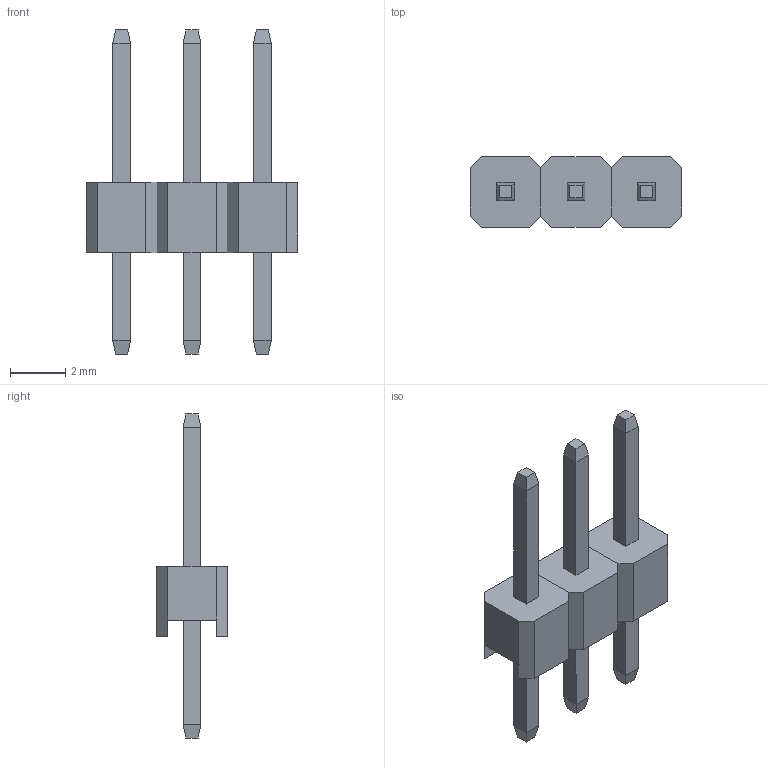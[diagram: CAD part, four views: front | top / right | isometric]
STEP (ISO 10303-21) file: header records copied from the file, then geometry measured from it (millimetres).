
FILE_DESCRIPTION(/* description */ ('Unknown'),/* implementation_level */ '2;1');
FILE_NAME(/* name */ 'hdr3x1rast',/* time_stamp */ '2017-01-14T13:15:22+01:00',/* author */ ('Unknown'),/* organization */ ('Unknown'),/* preprocessor_version */ 'ST-DEVELOPER v16.7',/* originating_system */ 'DEX',/* authorisation */ $);
FILE_SCHEMA (('AUTOMOTIVE_DESIGN {1 0 10303 214 3 1 1}'));
Length unit declared in the file: millimetre
Products named in the file (4): hdr3x1rast; hdr1x1; body; pin
Assembly tree (5 placements, depth 3):
  hdr3x1rast
    hdr1x1  x3
      body
      pin
Bounding box: 7.62 x 2.54 x 11.7 mm (x, y, z)
Volume: 50.4 mm3; surface area: 212.3 mm2
Topology: 6 solids, 6 shells, 96 faces, 216 edges, 132 vertices
Faces by surface type: plane 96
Entity records: 975 total; most frequent: CARTESIAN_POINT 154, DIRECTION 148, ORIENTED_EDGE 144, EDGE_CURVE 72, LINE 72, VECTOR 72, VERTEX_POINT 44, AXIS2_PLACEMENT_3D 38
